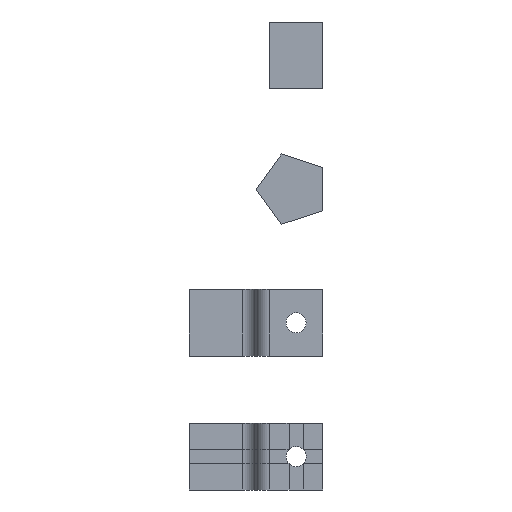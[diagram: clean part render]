
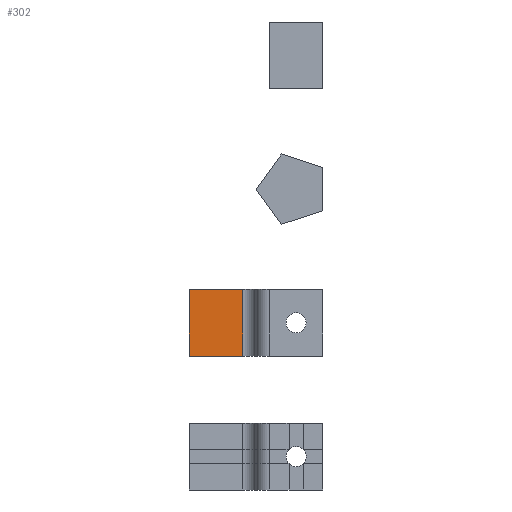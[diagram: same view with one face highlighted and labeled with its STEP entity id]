
A CAD part, front view. The second image highlights one B-rep face of the part: STEP entity #302.
In plain terms, the highlighted planar face has unit normal (0, -1, 0).
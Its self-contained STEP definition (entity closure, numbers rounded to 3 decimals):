
#8 = VECTOR ( 'NONE', #320, 1000. ) ;
#28 = LINE ( 'NONE', #798, #822 ) ;
#64 = EDGE_LOOP ( 'NONE', ( #487, #356, #781, #649 ) ) ;
#154 = EDGE_CURVE ( 'NONE', #681, #520, #878, .T. ) ;
#172 = LINE ( 'NONE', #315, #8 ) ;
#196 = CARTESIAN_POINT ( 'NONE',  ( 0., 0., 100. ) ) ;
#217 = EDGE_CURVE ( 'NONE', #429, #520, #172, .T. ) ;
#251 = CARTESIAN_POINT ( 'NONE',  ( 0., 0., 100. ) ) ;
#257 = FACE_OUTER_BOUND ( 'NONE', #64, .T. ) ;
#268 = PLANE ( 'NONE',  #755 ) ;
#302 = ADVANCED_FACE ( 'NONE', ( #257 ), #268, .T. ) ;
#315 = CARTESIAN_POINT ( 'NONE',  ( 0., 0., 150. ) ) ;
#320 = DIRECTION ( 'NONE',  ( 1., 0., 0. ) ) ;
#330 = DIRECTION ( 'NONE',  ( 0., -1., 0. ) ) ;
#356 = ORIENTED_EDGE ( 'NONE', *, *, #154, .T. ) ;
#366 = DIRECTION ( 'NONE',  ( 1., 0., 0. ) ) ;
#371 = VERTEX_POINT ( 'NONE', #196 ) ;
#378 = LINE ( 'NONE', #251, #659 ) ;
#392 = CARTESIAN_POINT ( 'NONE',  ( 40., 0., 100. ) ) ;
#429 = VERTEX_POINT ( 'NONE', #836 ) ;
#463 = CARTESIAN_POINT ( 'NONE',  ( 0., 0., 100. ) ) ;
#487 = ORIENTED_EDGE ( 'NONE', *, *, #626, .T. ) ;
#509 = CARTESIAN_POINT ( 'NONE',  ( 40., 0., 150. ) ) ;
#520 = VERTEX_POINT ( 'NONE', #574 ) ;
#574 = CARTESIAN_POINT ( 'NONE',  ( 40., 0., 150. ) ) ;
#581 = DIRECTION ( 'NONE',  ( 0., 0., 1. ) ) ;
#604 = DIRECTION ( 'NONE',  ( 0., 0., 1. ) ) ;
#626 = EDGE_CURVE ( 'NONE', #371, #681, #378, .T. ) ;
#649 = ORIENTED_EDGE ( 'NONE', *, *, #691, .F. ) ;
#659 = VECTOR ( 'NONE', #366, 1000. ) ;
#681 = VERTEX_POINT ( 'NONE', #392 ) ;
#691 = EDGE_CURVE ( 'NONE', #371, #429, #28, .T. ) ;
#755 = AXIS2_PLACEMENT_3D ( 'NONE', #463, #330, #816 ) ;
#781 = ORIENTED_EDGE ( 'NONE', *, *, #217, .F. ) ;
#798 = CARTESIAN_POINT ( 'NONE',  ( 0., 0., 100. ) ) ;
#816 = DIRECTION ( 'NONE',  ( 0., 0., -1. ) ) ;
#822 = VECTOR ( 'NONE', #581, 1000. ) ;
#836 = CARTESIAN_POINT ( 'NONE',  ( 0., 0., 150. ) ) ;
#845 = VECTOR ( 'NONE', #604, 1000. ) ;
#878 = LINE ( 'NONE', #509, #845 ) ;
